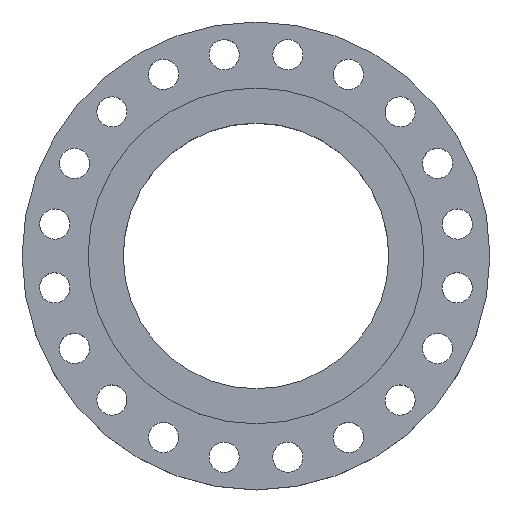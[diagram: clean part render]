
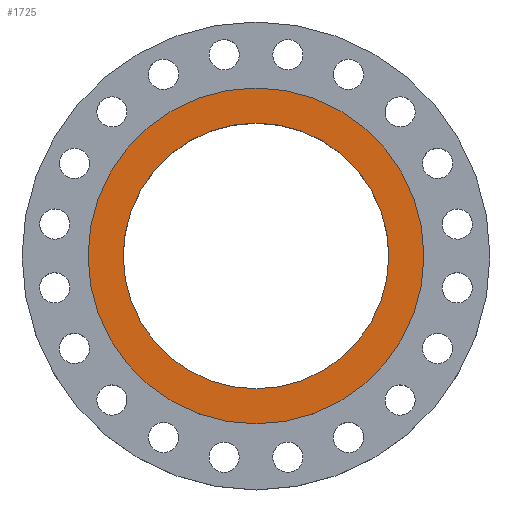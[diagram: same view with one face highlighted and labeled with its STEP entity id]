
A CAD part, top view. The second image highlights one B-rep face of the part: STEP entity #1725.
In plain terms, the highlighted planar face has unit normal (0, 0, 1).
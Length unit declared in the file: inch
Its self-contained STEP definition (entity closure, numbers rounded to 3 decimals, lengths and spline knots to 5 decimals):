
#34 = FACE_OUTER_BOUND ( 'NONE', #673, .T. ) ;
#79 = CARTESIAN_POINT ( 'NONE',  ( 0., 0., 0.25 ) ) ;
#152 = EDGE_CURVE ( 'NONE', #979, #1605, #1601, .T. ) ;
#160 = FACE_BOUND ( 'NONE', #416, .T. ) ;
#165 = ORIENTED_EDGE ( 'NONE', *, *, #1693, .T. ) ;
#343 = CARTESIAN_POINT ( 'NONE',  ( 11.125, 0., 0.25 ) ) ;
#360 = CIRCLE ( 'NONE', #1522, 8.8 ) ;
#416 = EDGE_LOOP ( 'NONE', ( #1454, #464 ) ) ;
#464 = ORIENTED_EDGE ( 'NONE', *, *, #686, .F. ) ;
#544 = DIRECTION ( 'NONE',  ( 1., 0., 0. ) ) ;
#655 = DIRECTION ( 'NONE',  ( 0., 0., 1. ) ) ;
#660 = CARTESIAN_POINT ( 'NONE',  ( 0., 0., 0.25 ) ) ;
#673 = EDGE_LOOP ( 'NONE', ( #165, #1076 ) ) ;
#686 = EDGE_CURVE ( 'NONE', #1372, #1872, #360, .T. ) ;
#693 = AXIS2_PLACEMENT_3D ( 'NONE', #824, #870, #544 ) ;
#705 = CARTESIAN_POINT ( 'NONE',  ( -8.8, 0., 0.25 ) ) ;
#721 = CARTESIAN_POINT ( 'NONE',  ( -11.125, 0., 0.25 ) ) ;
#778 = DIRECTION ( 'NONE',  ( 0., 0., 1. ) ) ;
#802 = CARTESIAN_POINT ( 'NONE',  ( 0., 0., 0.25 ) ) ;
#824 = CARTESIAN_POINT ( 'NONE',  ( 0., 0., 0.25 ) ) ;
#870 = DIRECTION ( 'NONE',  ( 0., 0., 1. ) ) ;
#924 = CIRCLE ( 'NONE', #1560, 11.125 ) ;
#979 = VERTEX_POINT ( 'NONE', #343 ) ;
#1003 = DIRECTION ( 'NONE',  ( 0., 0., 1. ) ) ;
#1076 = ORIENTED_EDGE ( 'NONE', *, *, #152, .T. ) ;
#1099 = EDGE_CURVE ( 'NONE', #1872, #1372, #1689, .T. ) ;
#1136 = DIRECTION ( 'NONE',  ( 1., 0., 0. ) ) ;
#1240 = DIRECTION ( 'NONE',  ( 1., 0., 0. ) ) ;
#1258 = CARTESIAN_POINT ( 'NONE',  ( 0., 0., 0.25 ) ) ;
#1279 = AXIS2_PLACEMENT_3D ( 'NONE', #660, #1864, #1136 ) ;
#1334 = AXIS2_PLACEMENT_3D ( 'NONE', #802, #655, #1240 ) ;
#1372 = VERTEX_POINT ( 'NONE', #1970 ) ;
#1454 = ORIENTED_EDGE ( 'NONE', *, *, #1099, .F. ) ;
#1522 = AXIS2_PLACEMENT_3D ( 'NONE', #79, #1003, #1619 ) ;
#1542 = PLANE ( 'NONE',  #1334 ) ;
#1560 = AXIS2_PLACEMENT_3D ( 'NONE', #1258, #778, #1569 ) ;
#1569 = DIRECTION ( 'NONE',  ( 1., 0., 0. ) ) ;
#1601 = CIRCLE ( 'NONE', #1279, 11.125 ) ;
#1605 = VERTEX_POINT ( 'NONE', #721 ) ;
#1619 = DIRECTION ( 'NONE',  ( 1., 0., 0. ) ) ;
#1689 = CIRCLE ( 'NONE', #693, 8.8 ) ;
#1693 = EDGE_CURVE ( 'NONE', #1605, #979, #924, .T. ) ;
#1725 = ADVANCED_FACE ( 'NONE', ( #160, #34 ), #1542, .T. ) ;
#1864 = DIRECTION ( 'NONE',  ( 0., 0., 1. ) ) ;
#1872 = VERTEX_POINT ( 'NONE', #705 ) ;
#1970 = CARTESIAN_POINT ( 'NONE',  ( 8.8, 0., 0.25 ) ) ;
